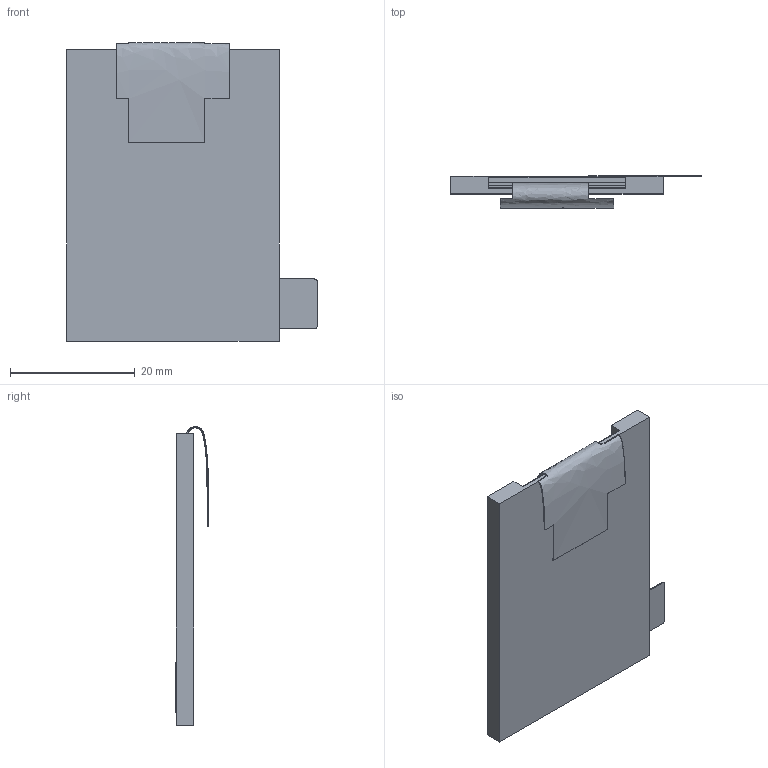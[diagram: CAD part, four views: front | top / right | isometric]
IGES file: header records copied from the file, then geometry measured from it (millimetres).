
Start section: SolidWorks IGES file using analytic representation for surfaces
Global section: file name: int018atft_assy-c_3D-111130.IGS; native system: SolidWorks 2012; preprocessor: SolidWorks 2012; author: bench; date: 120809.125515; units: millimetre
Bounding box: 40.12 x 5.31 x 47.78 mm (x, y, z)
Surface area: 14284.2 mm2 (no closed solid volume)
Topology: 0 solids, 0 shells, 166 faces, 1014 edges, 1014 vertices
Faces by surface type: bspline 162, revolution 4
